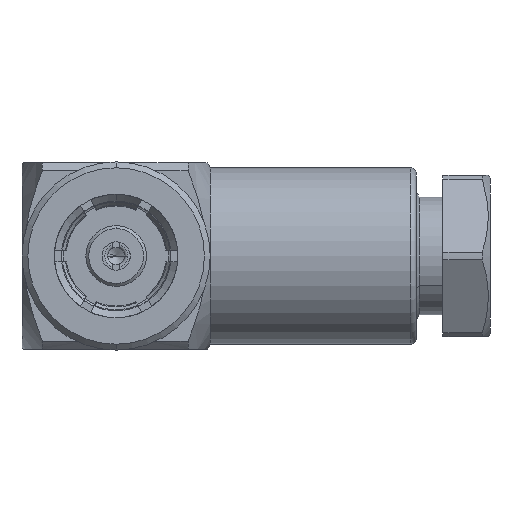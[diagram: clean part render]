
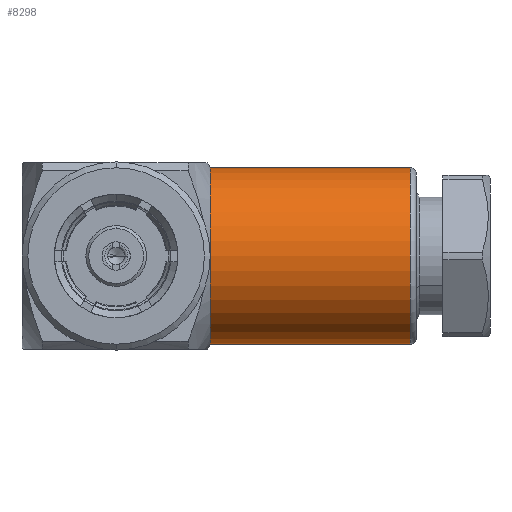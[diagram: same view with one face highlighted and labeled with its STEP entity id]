
A CAD part, front view. The second image highlights one B-rep face of the part: STEP entity #8298.
In plain terms, the highlighted cylindrical face has radius 3 mm (diameter 6 mm), a partial arc.
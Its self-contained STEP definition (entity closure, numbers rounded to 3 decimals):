
#149 = CARTESIAN_POINT ( 'NONE',  ( 13.2, 0., -3. ) ) ;
#536 = EDGE_CURVE ( 'NONE', #1681, #7393, #1927, .T. ) ;
#571 = VERTEX_POINT ( 'NONE', #8621 ) ;
#1245 = AXIS2_PLACEMENT_3D ( 'NONE', #2704, #9308, #9044 ) ;
#1252 = LINE ( 'NONE', #8388, #4962 ) ;
#1291 = EDGE_CURVE ( 'NONE', #6078, #571, #8395, .T. ) ;
#1496 = FACE_OUTER_BOUND ( 'NONE', #5051, .T. ) ;
#1681 = VERTEX_POINT ( 'NONE', #3997 ) ;
#1890 = ORIENTED_EDGE ( 'NONE', *, *, #4234, .T. ) ;
#1927 = CIRCLE ( 'NONE', #2942, 3. ) ;
#2262 = VECTOR ( 'NONE', #4315, 1000. ) ;
#2704 = CARTESIAN_POINT ( 'NONE',  ( 13.2, 0., 0. ) ) ;
#2912 = DIRECTION ( 'NONE',  ( 0., 0., 1. ) ) ;
#2942 = AXIS2_PLACEMENT_3D ( 'NONE', #5024, #9423, #5776 ) ;
#2961 = ORIENTED_EDGE ( 'NONE', *, *, #536, .F. ) ;
#3566 = CARTESIAN_POINT ( 'NONE',  ( -2.964, 0., 3. ) ) ;
#3609 = DIRECTION ( 'NONE',  ( -1., 0., 0. ) ) ;
#3805 = ORIENTED_EDGE ( 'NONE', *, *, #1291, .T. ) ;
#3810 = AXIS2_PLACEMENT_3D ( 'NONE', #8045, #3609, #2912 ) ;
#3997 = CARTESIAN_POINT ( 'NONE',  ( 6.4, 0., -3. ) ) ;
#4081 = CARTESIAN_POINT ( 'NONE',  ( 6.4, 0., 3. ) ) ;
#4234 = EDGE_CURVE ( 'NONE', #571, #7393, #7927, .T. ) ;
#4315 = DIRECTION ( 'NONE',  ( -1., 0., 0. ) ) ;
#4434 = ORIENTED_EDGE ( 'NONE', *, *, #8646, .F. ) ;
#4962 = VECTOR ( 'NONE', #5470, 1000. ) ;
#5024 = CARTESIAN_POINT ( 'NONE',  ( 6.4, 0., 0. ) ) ;
#5051 = EDGE_LOOP ( 'NONE', ( #4434, #3805, #1890, #2961 ) ) ;
#5470 = DIRECTION ( 'NONE',  ( -1., 0., 0. ) ) ;
#5776 = DIRECTION ( 'NONE',  ( 0., 0., 1. ) ) ;
#6078 = VERTEX_POINT ( 'NONE', #149 ) ;
#6243 = CYLINDRICAL_SURFACE ( 'NONE', #3810, 3. ) ;
#7393 = VERTEX_POINT ( 'NONE', #4081 ) ;
#7927 = LINE ( 'NONE', #3566, #2262 ) ;
#8045 = CARTESIAN_POINT ( 'NONE',  ( -2.964, 0., 0. ) ) ;
#8298 = ADVANCED_FACE ( 'NONE', ( #1496 ), #6243, .T. ) ;
#8388 = CARTESIAN_POINT ( 'NONE',  ( -2.964, 0., -3. ) ) ;
#8395 = CIRCLE ( 'NONE', #1245, 3. ) ;
#8621 = CARTESIAN_POINT ( 'NONE',  ( 13.2, 0., 3. ) ) ;
#8646 = EDGE_CURVE ( 'NONE', #6078, #1681, #1252, .T. ) ;
#9044 = DIRECTION ( 'NONE',  ( 0., 0., 1. ) ) ;
#9308 = DIRECTION ( 'NONE',  ( -1., 0., 0. ) ) ;
#9423 = DIRECTION ( 'NONE',  ( -1., 0., 0. ) ) ;
